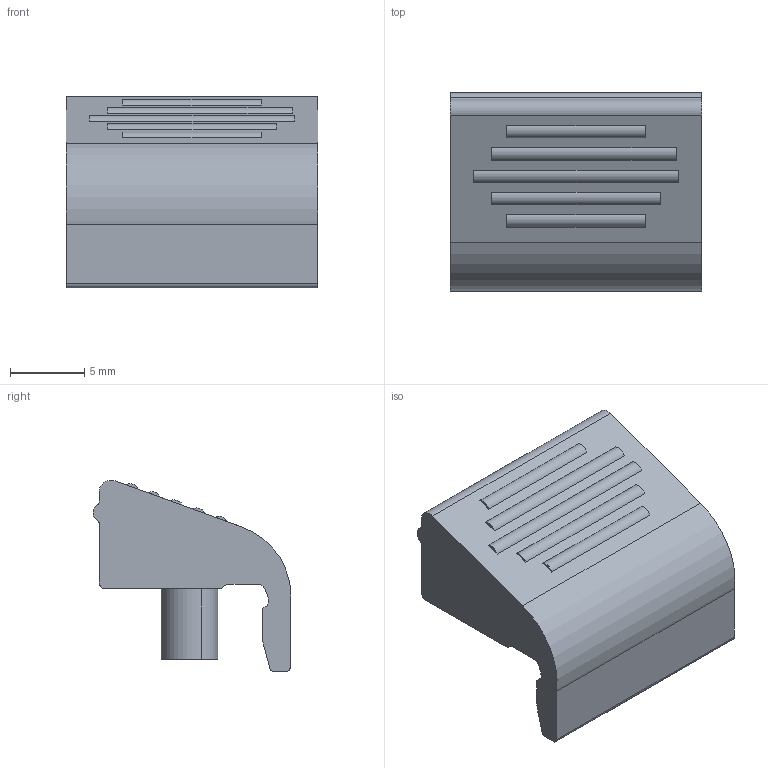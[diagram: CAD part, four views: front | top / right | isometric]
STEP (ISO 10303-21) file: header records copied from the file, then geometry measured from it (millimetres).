
FILE_DESCRIPTION(('CATIA V5R24 STEP','CAx-IF Rec.Pracs.--- Model Styling and Organization---1.2---2011-12-15'),'2;1');
FILE_NAME ('9912161_2', '2016-09-30T08:40:03+00:00', ('Weidmueller Interface'), ('Weidmueller'), 'CATIA Version 5-6 Release 2014 SP4', 'CATIA V5 STEP AP214', 'none');
FILE_SCHEMA(('AUTOMOTIVE_DESIGN { 1 0 10303 214 1 1 1 1 }'));
Length unit declared in the file: millimetre
Products named in the file (1): 1317340000
Bounding box: 17 x 13.38 x 12.95 mm (x, y, z)
Volume: 1347.2 mm3; surface area: 1014.6 mm2
Topology: 1 solids, 1 shells, 45 faces, 113 edges, 76 vertices
Faces by surface type: plane 24, cylinder 21
Entity records: 1372 total; most frequent: CARTESIAN_POINT 230, ORIENTED_EDGE 226, DIRECTION 193, EDGE_CURVE 113, AXIS2_PLACEMENT_3D 85, VERTEX_POINT 76, VECTOR 69, LINE 69
